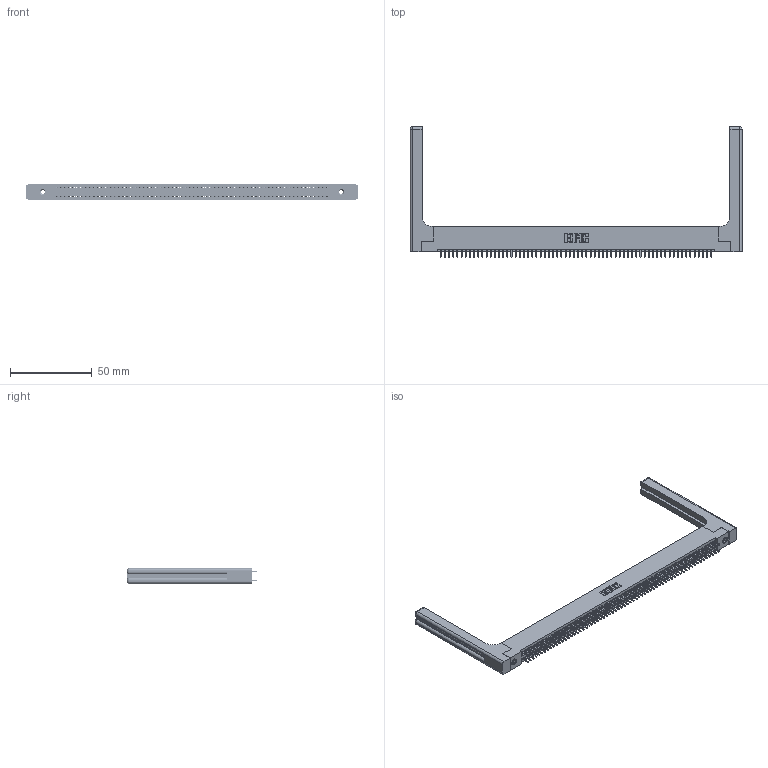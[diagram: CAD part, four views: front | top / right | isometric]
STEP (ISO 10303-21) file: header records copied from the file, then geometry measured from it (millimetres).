
FILE_DESCRIPTION (( 'STEP AP203' ), '1' );
FILE_NAME ('345-132-521-258.STEP', '2019-11-07T18:48:28', ( '' ), ( '' ), 'SwSTEP 2.0', 'SolidWorks 2016', '' );
FILE_SCHEMA (( 'CONFIG_CONTROL_DESIGN' ));
Length unit declared in the file: inch
Products named in the file (5): 345-250-001_345-250-001-102; 345-292-001_345-293-121; 345 Part_Flush Mounting Lugs - 0.156 Dia-TH; 345-220-058_345-220-058; 345-132-521-258
Assembly tree (137 placements, depth 2):
  345-132-521-258
    345 Part_Flush Mounting Lugs - 0.156 Dia-TH
    345-292-001_345-293-121  x132
    345-250-001_345-250-001-102  x2
    345-220-058_345-220-058  x2
Bounding box: 202.67 x 79.68 x 9.4 mm (x, y, z)
Volume: 28331.3 mm3; surface area: 34523.7 mm2
Topology: 137 solids, 137 shells, 6982 faces, 20675 edges, 13586 vertices
Faces by surface type: plane 4584, cylinder 2338, bspline 36, cone 12, sphere 8, torus 4
Entity records: 53754 total; most frequent: CARTESIAN_POINT 9981, ORIENTED_EDGE 8712, DIRECTION 7704, EDGE_CURVE 4356, VECTOR 3868, LINE 3868, VERTEX_POINT 2894, AXIS2_PLACEMENT_3D 1918
